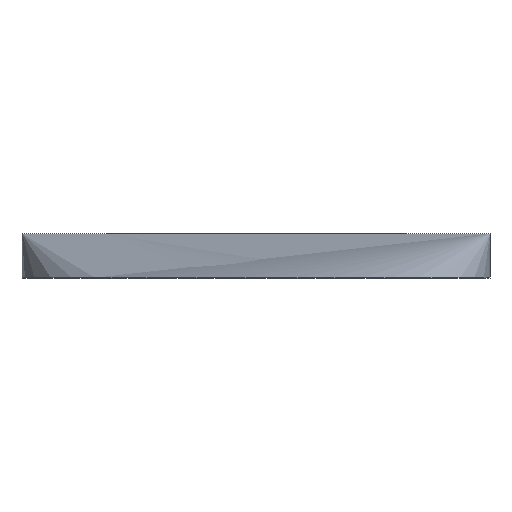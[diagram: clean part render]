
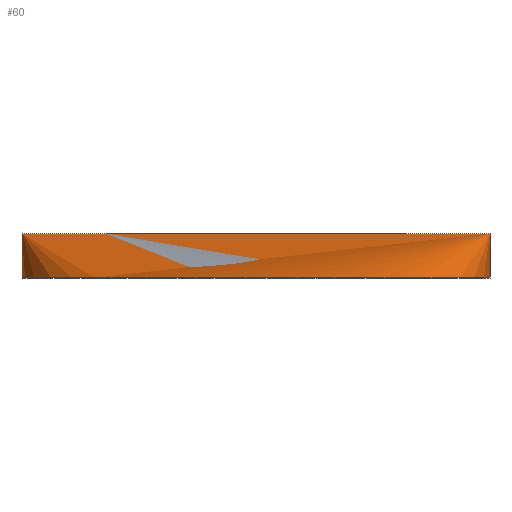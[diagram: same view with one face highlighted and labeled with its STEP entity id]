
A CAD part, top view. The second image highlights one B-rep face of the part: STEP entity #60.
In plain terms, the highlighted free-form (B-spline) face has degree [2, 1] with [5, 2] control points.
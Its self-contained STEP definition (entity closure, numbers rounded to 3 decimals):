
#60=ADVANCED_FACE('',(#93),#606,.T.);
#93=FACE_OUTER_BOUND('',#153,.T.);
#153=EDGE_LOOP('',(#288,#289,#290,#291));
#288=ORIENTED_EDGE('',*,*,#394,.T.);
#289=ORIENTED_EDGE('',*,*,#349,.T.);
#290=ORIENTED_EDGE('',*,*,#395,.F.);
#291=ORIENTED_EDGE('',*,*,#393,.F.);
#349=EDGE_CURVE('',#528,#529,#465,.T.);
#393=EDGE_CURVE('',#558,#559,#496,.T.);
#394=EDGE_CURVE('',#558,#528,#497,.T.);
#395=EDGE_CURVE('',#559,#529,#498,.T.);
#465=(
BOUNDED_CURVE()
B_SPLINE_CURVE(1,(#1045,#1046),.UNSPECIFIED.,.F.,.F.)
B_SPLINE_CURVE_WITH_KNOTS((2,2),(0.,28.),.UNSPECIFIED.)
CURVE()
GEOMETRIC_REPRESENTATION_ITEM()
RATIONAL_B_SPLINE_CURVE((1.,1.))
REPRESENTATION_ITEM('')
);
#496=(
BOUNDED_CURVE()
B_SPLINE_CURVE(1,(#1220,#1221),.UNSPECIFIED.,.F.,.F.)
B_SPLINE_CURVE_WITH_KNOTS((2,2),(0.,28.),.UNSPECIFIED.)
CURVE()
GEOMETRIC_REPRESENTATION_ITEM()
RATIONAL_B_SPLINE_CURVE((1.,1.))
REPRESENTATION_ITEM('')
);
#497=(
BOUNDED_CURVE()
B_SPLINE_CURVE(2,(#1222,#1223,#1224,#1225,#1226),.UNSPECIFIED.,.F.,.F.)
B_SPLINE_CURVE_WITH_KNOTS((3,2,3),(-463.385,-231.692,
0.),.UNSPECIFIED.)
CURVE()
GEOMETRIC_REPRESENTATION_ITEM()
RATIONAL_B_SPLINE_CURVE((1.,0.707,1.,0.707,1.))
REPRESENTATION_ITEM('')
);
#498=(
BOUNDED_CURVE()
B_SPLINE_CURVE(2,(#1227,#1228,#1229,#1230,#1231),.UNSPECIFIED.,.F.,.F.)
B_SPLINE_CURVE_WITH_KNOTS((3,2,3),(-463.385,-231.692,
0.),.UNSPECIFIED.)
CURVE()
GEOMETRIC_REPRESENTATION_ITEM()
RATIONAL_B_SPLINE_CURVE((1.,0.707,1.,0.707,1.))
REPRESENTATION_ITEM('')
);
#528=VERTEX_POINT('',#980);
#529=VERTEX_POINT('',#981);
#558=VERTEX_POINT('',#1010);
#559=VERTEX_POINT('',#1011);
#606=(
BOUNDED_SURFACE()
B_SPLINE_SURFACE(2,1,((#830,#831),(#832,#833),(#834,#835),(#836,#837),(#838,
#839)),.UNSPECIFIED.,.F.,.F.,.F.)
B_SPLINE_SURFACE_WITH_KNOTS((3,2,3),(2,2),(-463.385,-231.692,
0.),(0.,28.),.UNSPECIFIED.)
GEOMETRIC_REPRESENTATION_ITEM()
RATIONAL_B_SPLINE_SURFACE(((1.,1.),(0.707,0.707),
(1.,1.),(0.707,0.707),(1.,1.)))
REPRESENTATION_ITEM('')
SURFACE()
);
#830=CARTESIAN_POINT('',(-147.5,0.,0.));
#831=CARTESIAN_POINT('',(-147.5,28.,0.));
#832=CARTESIAN_POINT('',(-147.5,0.,147.5));
#833=CARTESIAN_POINT('',(-147.5,28.,147.5));
#834=CARTESIAN_POINT('',(0.,0.,147.5));
#835=CARTESIAN_POINT('',(0.,28.,147.5));
#836=CARTESIAN_POINT('',(147.5,0.,147.5));
#837=CARTESIAN_POINT('',(147.5,28.,147.5));
#838=CARTESIAN_POINT('',(147.5,0.,0.));
#839=CARTESIAN_POINT('',(147.5,28.,0.));
#980=CARTESIAN_POINT('',(147.5,0.,0.));
#981=CARTESIAN_POINT('',(147.5,28.,0.));
#1010=CARTESIAN_POINT('',(-147.5,0.,0.));
#1011=CARTESIAN_POINT('',(-147.5,28.,0.));
#1045=CARTESIAN_POINT('',(147.5,0.,0.));
#1046=CARTESIAN_POINT('',(147.5,28.,0.));
#1220=CARTESIAN_POINT('',(-147.5,0.,0.));
#1221=CARTESIAN_POINT('',(-147.5,28.,0.));
#1222=CARTESIAN_POINT('',(-147.5,0.,0.));
#1223=CARTESIAN_POINT('',(-147.5,0.,147.5));
#1224=CARTESIAN_POINT('',(0.,0.,147.5));
#1225=CARTESIAN_POINT('',(147.5,0.,147.5));
#1226=CARTESIAN_POINT('',(147.5,0.,0.));
#1227=CARTESIAN_POINT('',(-147.5,28.,0.));
#1228=CARTESIAN_POINT('',(-147.5,28.,147.5));
#1229=CARTESIAN_POINT('',(0.,28.,147.5));
#1230=CARTESIAN_POINT('',(147.5,28.,147.5));
#1231=CARTESIAN_POINT('',(147.5,28.,0.));
